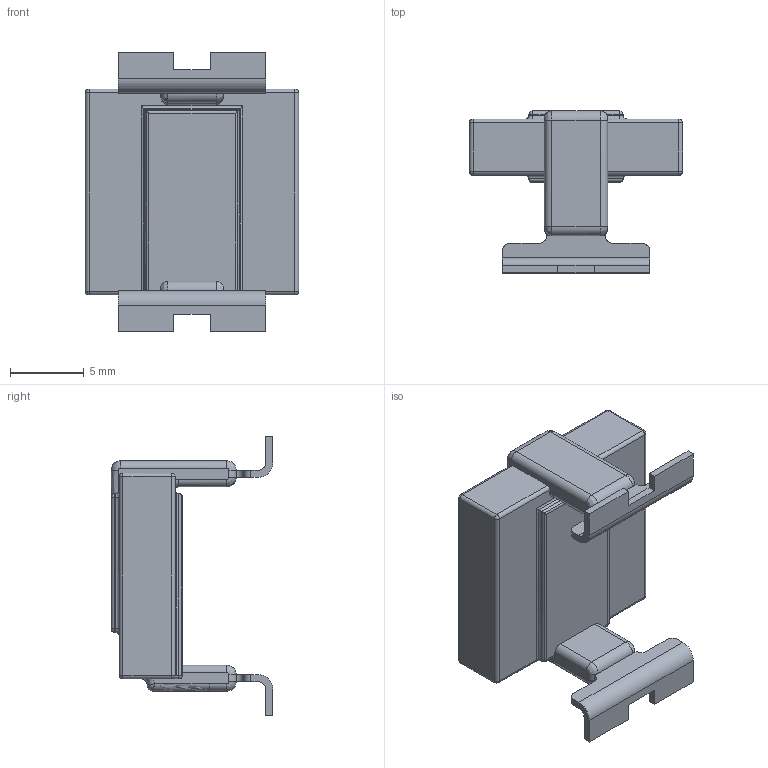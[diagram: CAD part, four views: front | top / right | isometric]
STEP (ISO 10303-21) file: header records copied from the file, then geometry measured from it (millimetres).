
FILE_DESCRIPTION (( 'STEP AP214' ), '1' );
FILE_NAME ('PTVS10-058C-SH.STEP', '2021-06-21T14:57:07', ( '' ), ( '' ), 'SwSTEP 2.0', 'SolidWorks 2021', '' );
FILE_SCHEMA (( 'AUTOMOTIVE_DESIGN' ));
Length unit declared in the file: millimetre
Products named in the file (1): PTVS10-058C-SH
Bounding box: 14.5 x 11 x 19 mm (x, y, z)
Surface area: 920.3 mm2 (no closed solid volume)
Topology: 0 solids, 3 shells, 169 faces, 431 edges, 244 vertices
Faces by surface type: bspline 169
Entity records: 5608 total; most frequent: CARTESIAN_POINT 3260, ORIENTED_EDGE 814, EDGE_CURVE 415, B_SPLINE_CURVE_WITH_KNOTS 282, VERTEX_POINT 244, EDGE_LOOP 169, FACE_OUTER_BOUND 169, ADVANCED_FACE 169
